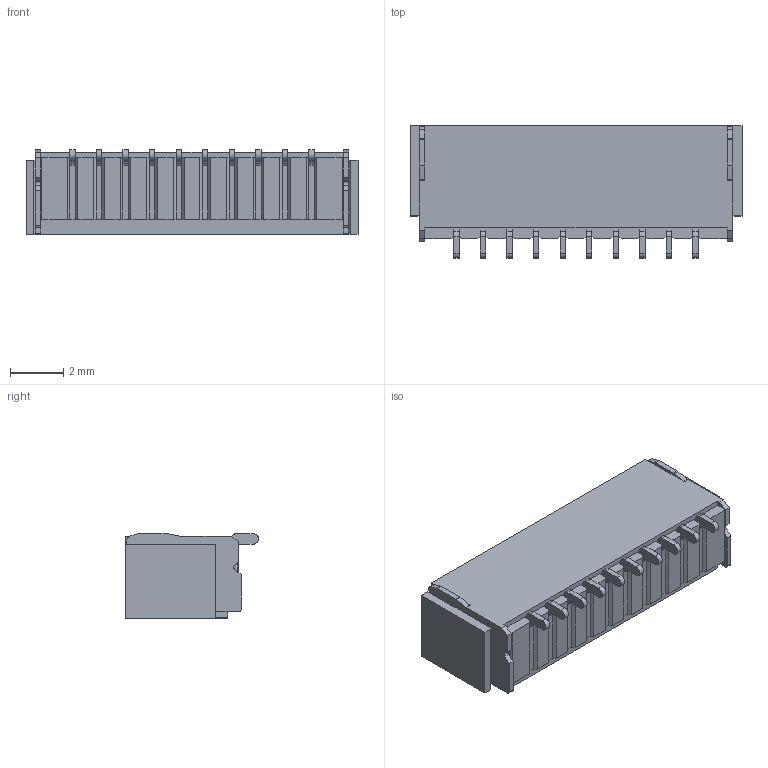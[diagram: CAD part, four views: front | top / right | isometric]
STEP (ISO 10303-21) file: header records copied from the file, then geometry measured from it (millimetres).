
FILE_DESCRIPTION((''),'2;1');
FILE_NAME('FWF10001-S10','2025-02-27T',('工程三'),(''),'PRO/ENGINEER BY PARAMETRIC TECHNOLOGY CORPORATION, 2010280','PRO/ENGINEER BY PARAMETRIC TECHNOLOGY CORPORATION, 2010280','');
FILE_SCHEMA(('CONFIG_CONTROL_DESIGN'));
Length unit declared in the file: millimetre
Products named in the file (1): FWF10001-S10
Bounding box: 12.5 x 5 x 3.2 mm (x, y, z)
Volume: 90.2 mm3; surface area: 324.7 mm2
Topology: 1 solids, 1 shells, 393 faces, 1010 edges, 630 vertices
Faces by surface type: plane 351, cylinder 42
Entity records: 11628 total; most frequent: CARTESIAN_POINT 2033, ORIENTED_EDGE 2020, DIRECTION 1882, EDGE_CURVE 1010, VECTOR 924, LINE 924, VERTEX_POINT 630, AXIS2_PLACEMENT_3D 479
